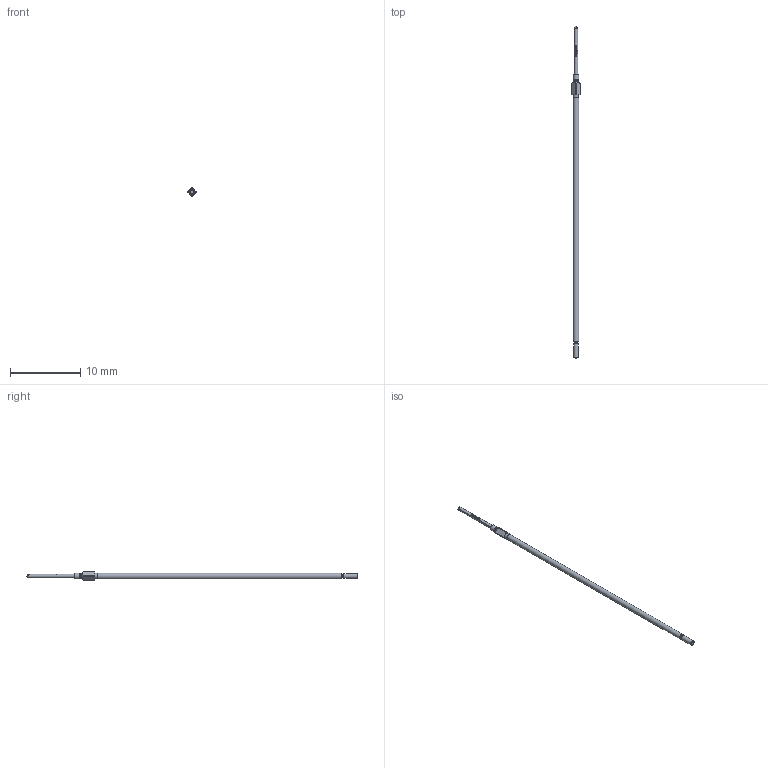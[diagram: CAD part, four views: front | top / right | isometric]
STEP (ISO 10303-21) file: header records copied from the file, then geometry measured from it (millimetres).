
FILE_DESCRIPTION (( 'STEP AP203' ), '1' );
FILE_NAME ('INGUN_GKS-050_307_050_A_xx03_M.STEP', '2025-03-19T07:30:42', ( '' ), ( '' ), 'SwSTEP 2.0', 'SolidWorks 2023', '' );
FILE_SCHEMA (( 'CONFIG_CONTROL_DESIGN' ));
Length unit declared in the file: millimetre
Products named in the file (1): INGUN_GKS-050_307_050_A_xx03_M
Bounding box: 1.15 x 47.3 x 1.15 mm (x, y, z)
Volume: 21.3 mm3; surface area: 113 mm2
Topology: 1 solids, 1 shells, 109 faces, 276 edges, 178 vertices
Faces by surface type: plane 51, bspline 22, cylinder 22, torus 8, cone 6
Entity records: 3607 total; most frequent: CARTESIAN_POINT 1087, ORIENTED_EDGE 552, DIRECTION 441, EDGE_CURVE 276, VERTEX_POINT 178, AXIS2_PLACEMENT_3D 174, EDGE_LOOP 118, FACE_OUTER_BOUND 109
